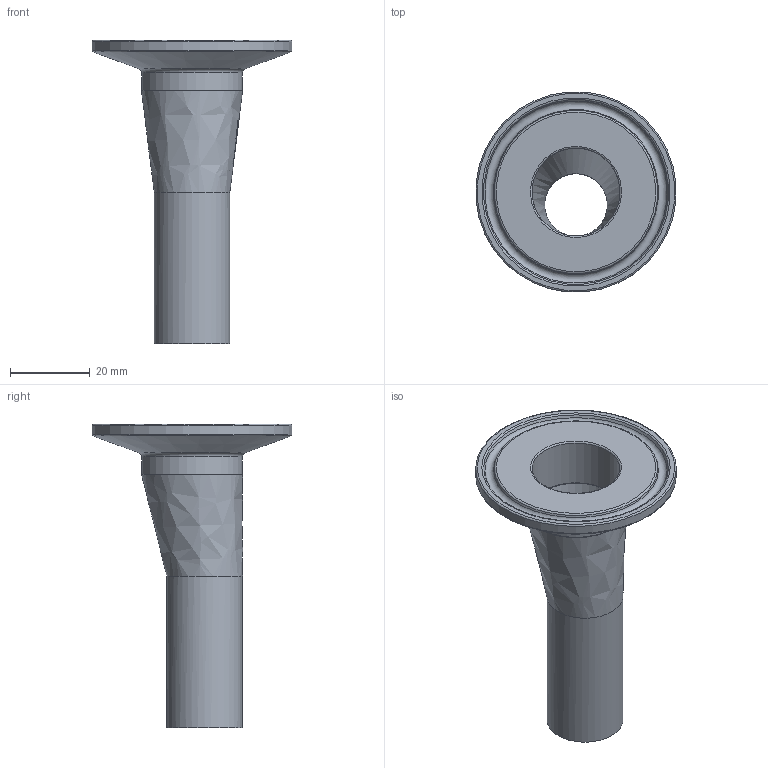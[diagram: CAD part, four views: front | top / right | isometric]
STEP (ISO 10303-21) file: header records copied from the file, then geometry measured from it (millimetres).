
FILE_DESCRIPTION(/* description */ (''),/* implementation_level */ '2;1');
FILE_NAME(/* name */ 'S32K-1X.75.stp',/* time_stamp */ '2018-11-28T10:43:25-05:00',/* author */ ('rick'),/* organization */ (''),/* preprocessor_version */ 'ST-DEVELOPER v15.2',/* originating_system */ 'Autodesk Inventor 2014',/* authorisation */ '');
FILE_SCHEMA (('AUTOMOTIVE_DESIGN { 1 0 10303 214 3 1 1 }'));
Length unit declared in the file: inch
Products named in the file (1): S32K-1X.75
Bounding box: 50.22 x 50.22 x 76.2 mm (x, y, z)
Volume: 14483.9 mm3; surface area: 12727.8 mm2
Topology: 1 solids, 1 shells, 395 faces, 1078 edges, 716 vertices
Faces by surface type: bspline 219, plane 159, torus 9, cylinder 5, cone 3
Full cylindrical faces by diameter (mm): 15.748 x1, 19.05 x1, 22.098 x1, 25.4 x1, 50.394 x1
Entity records: 16166 total; most frequent: CARTESIAN_POINT 7927, ORIENTED_EDGE 2118, EDGE_CURVE 1059, DIRECTION 939, VERTEX_POINT 714, B_SPLINE_CURVE_WITH_KNOTS 539, EDGE_LOOP 445, ADVANCED_FACE 395
